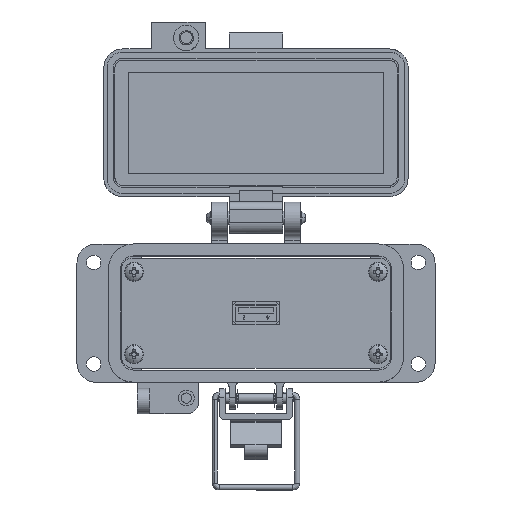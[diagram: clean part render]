
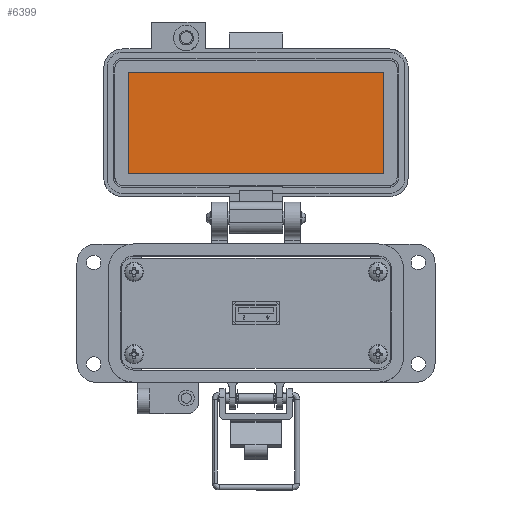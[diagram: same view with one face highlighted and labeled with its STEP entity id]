
A CAD part, top view. The second image highlights one B-rep face of the part: STEP entity #6399.
In plain terms, the highlighted planar face has unit normal (0, 0, 1).
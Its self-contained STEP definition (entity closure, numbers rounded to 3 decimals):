
#1565 = EDGE_CURVE ( 'NONE', #20264, #36201, #17253, .T. ) ;
#1707 = ORIENTED_EDGE ( 'NONE', *, *, #8936, .F. ) ;
#2425 = DIRECTION ( 'NONE',  ( 0., -1., 0. ) ) ;
#4234 = EDGE_LOOP ( 'NONE', ( #26570, #29014, #1707, #41182 ) ) ;
#4950 = DIRECTION ( 'NONE',  ( 0., 0., 1. ) ) ;
#6399 = ADVANCED_FACE ( 'NONE', ( #22202 ), #18094, .T. ) ;
#7286 = CARTESIAN_POINT ( 'NONE',  ( -8.5, 83.154, -25.55 ) ) ;
#8936 = EDGE_CURVE ( 'NONE', #33126, #20264, #18054, .T. ) ;
#9297 = CARTESIAN_POINT ( 'NONE',  ( 42., 51.154, -25.55 ) ) ;
#9444 = CARTESIAN_POINT ( 'NONE',  ( -40.25, 83.154, -25.55 ) ) ;
#11762 = CARTESIAN_POINT ( 'NONE',  ( 40.25, 83.154, -25.55 ) ) ;
#11967 = DIRECTION ( 'NONE',  ( 1., 0., 0. ) ) ;
#12751 = CARTESIAN_POINT ( 'NONE',  ( -40.25, 51.154, -25.55 ) ) ;
#15325 = VECTOR ( 'NONE', #30900, 1000. ) ;
#15853 = CARTESIAN_POINT ( 'NONE',  ( 40.25, 67.154, -25.55 ) ) ;
#17253 = LINE ( 'NONE', #22190, #15325 ) ;
#18054 = LINE ( 'NONE', #9297, #48414 ) ;
#18094 = PLANE ( 'NONE',  #57540 ) ;
#20264 = VERTEX_POINT ( 'NONE', #12751 ) ;
#22190 = CARTESIAN_POINT ( 'NONE',  ( -40.25, 67.154, -25.55 ) ) ;
#22202 = FACE_OUTER_BOUND ( 'NONE', #4234, .T. ) ;
#24174 = VERTEX_POINT ( 'NONE', #11762 ) ;
#26570 = ORIENTED_EDGE ( 'NONE', *, *, #51976, .F. ) ;
#27106 = CARTESIAN_POINT ( 'NONE',  ( -8.5, 67.154, -25.55 ) ) ;
#29014 = ORIENTED_EDGE ( 'NONE', *, *, #1565, .F. ) ;
#30900 = DIRECTION ( 'NONE',  ( 0., 1., 0. ) ) ;
#30972 = VECTOR ( 'NONE', #11967, 1000. ) ;
#32006 = DIRECTION ( 'NONE',  ( -1., 0., 0. ) ) ;
#32705 = EDGE_CURVE ( 'NONE', #24174, #33126, #51112, .T. ) ;
#33126 = VERTEX_POINT ( 'NONE', #47189 ) ;
#36201 = VERTEX_POINT ( 'NONE', #9444 ) ;
#41182 = ORIENTED_EDGE ( 'NONE', *, *, #32705, .F. ) ;
#47189 = CARTESIAN_POINT ( 'NONE',  ( 40.25, 51.154, -25.55 ) ) ;
#47240 = LINE ( 'NONE', #7286, #30972 ) ;
#48414 = VECTOR ( 'NONE', #32006, 1000. ) ;
#48962 = VECTOR ( 'NONE', #2425, 1000. ) ;
#49006 = DIRECTION ( 'NONE',  ( 0., -1., 0. ) ) ;
#51112 = LINE ( 'NONE', #15853, #48962 ) ;
#51976 = EDGE_CURVE ( 'NONE', #36201, #24174, #47240, .T. ) ;
#57540 = AXIS2_PLACEMENT_3D ( 'NONE', #27106, #4950, #49006 ) ;
